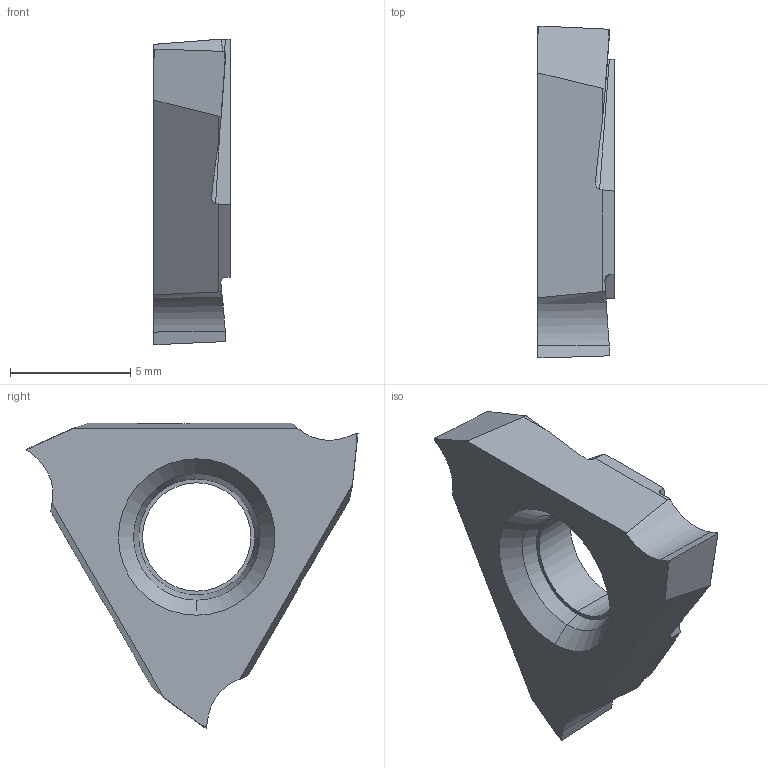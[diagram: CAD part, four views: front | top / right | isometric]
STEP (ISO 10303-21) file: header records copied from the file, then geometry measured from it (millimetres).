
FILE_DESCRIPTION((''),'2;1');
FILE_NAME('CUS_GTCT30030V5L-E_F','2024-03-29T17:15:35',('tlyae017'),('PTC Japan'),'CREO PARAMETRIC BY PTC INC, 2021424','CREO PARAMETRIC BY PTC INC, 2021424','');
FILE_SCHEMA(('AUTOMOTIVE_DESIGN { 1 0 10303 214 1 1 1 1 }'));
Length unit declared in the file: millimetre
Products named in the file (1): CUS_GTCT30030V5L-E_F
Bounding box: 3.18 x 13.79 x 12.68 mm (x, y, z)
Volume: 244.8 mm3; surface area: 342.2 mm2
Topology: 1 solids, 1 shells, 60 faces, 182 edges, 125 vertices
Faces by surface type: plane 27, bspline 18, extrusion 9, cone 4, cylinder 2
Entity records: 3564 total; most frequent: CARTESIAN_POINT 1504, ORIENTED_EDGE 320, DIRECTION 209, PRESENTATION_STYLE_ASSIGNMENT 185, STYLED_ITEM 185, CURVE_STYLE 184, EDGE_CURVE 160, VERTEX_POINT 103
